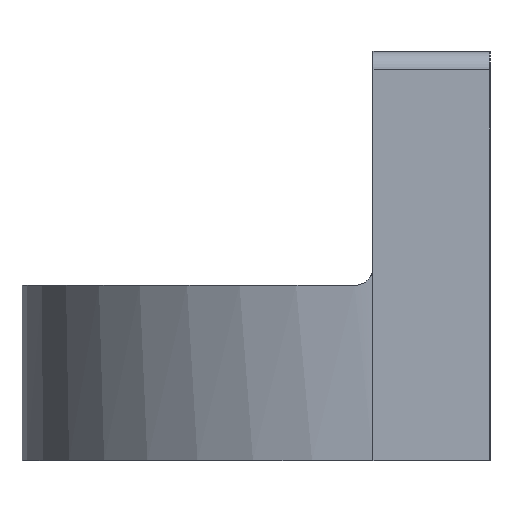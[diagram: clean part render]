
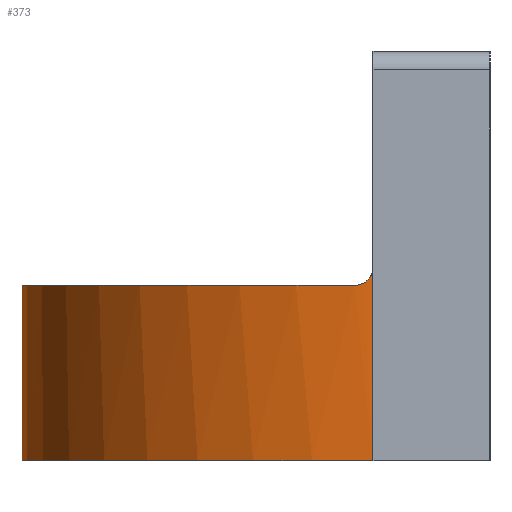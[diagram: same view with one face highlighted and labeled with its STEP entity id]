
A CAD part, left-side view. The second image highlights one B-rep face of the part: STEP entity #373.
In plain terms, the highlighted cylindrical face has radius 19.05 mm (diameter 38.1 mm), a partial arc.
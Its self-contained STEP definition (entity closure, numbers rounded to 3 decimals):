
#15=B_SPLINE_CURVE_WITH_KNOTS('',3,(#619,#620,#621,#622,#623,#624,#625,
#626,#627,#628),.UNSPECIFIED.,.F.,.F.,(4,2,2,2,4),(0.453,0.49,
0.528,0.566,0.603),.UNSPECIFIED.);
#38=CYLINDRICAL_SURFACE('',#431,19.05);
#53=FACE_OUTER_BOUND('',#79,.T.);
#79=EDGE_LOOP('',(#307,#308,#309,#310,#311));
#106=CIRCLE('',#430,19.05);
#107=CIRCLE('',#432,19.05);
#129=LINE('',#651,#160);
#130=LINE('',#652,#161);
#160=VECTOR('',#518,10.);
#161=VECTOR('',#519,10.);
#191=VERTEX_POINT('',#601);
#196=VERTEX_POINT('',#618);
#199=VERTEX_POINT('',#644);
#200=VERTEX_POINT('',#648);
#201=VERTEX_POINT('',#649);
#236=EDGE_CURVE('',#191,#196,#15,.F.);
#241=EDGE_CURVE('',#196,#199,#106,.T.);
#242=EDGE_CURVE('',#200,#201,#107,.T.);
#243=EDGE_CURVE('',#201,#191,#129,.T.);
#244=EDGE_CURVE('',#199,#200,#130,.T.);
#307=ORIENTED_EDGE('',*,*,#242,.T.);
#308=ORIENTED_EDGE('',*,*,#243,.T.);
#309=ORIENTED_EDGE('',*,*,#236,.T.);
#310=ORIENTED_EDGE('',*,*,#241,.T.);
#311=ORIENTED_EDGE('',*,*,#244,.T.);
#373=ADVANCED_FACE('',(#53),#38,.T.);
#430=AXIS2_PLACEMENT_3D('',#646,#512,#513);
#431=AXIS2_PLACEMENT_3D('',#647,#514,#515);
#432=AXIS2_PLACEMENT_3D('',#650,#516,#517);
#512=DIRECTION('center_axis',(0.,0.,-1.));
#513=DIRECTION('ref_axis',(-0.707,0.707,0.));
#514=DIRECTION('center_axis',(0.,0.,1.));
#515=DIRECTION('ref_axis',(-0.707,0.707,0.));
#516=DIRECTION('center_axis',(0.,0.,1.));
#517=DIRECTION('ref_axis',(-0.707,0.707,0.));
#518=DIRECTION('',(0.,0.,1.));
#519=DIRECTION('',(0.,0.,-1.));
#601=CARTESIAN_POINT('',(0.,6.35,-11.7));
#618=CARTESIAN_POINT('',(0.026,7.35,-12.7));
#619=CARTESIAN_POINT('Ctrl Pts',(0.026,7.35,-12.7));
#620=CARTESIAN_POINT('Ctrl Pts',(0.02,7.225,-12.7));
#621=CARTESIAN_POINT('Ctrl Pts',(0.014,7.091,-12.675));
#622=CARTESIAN_POINT('Ctrl Pts',(0.006,6.844,-12.573));
#623=CARTESIAN_POINT('Ctrl Pts',(0.004,6.732,-12.496));
#624=CARTESIAN_POINT('Ctrl Pts',(0.001,6.554,
-12.318));
#625=CARTESIAN_POINT('Ctrl Pts',(0.,6.477,
-12.206));
#626=CARTESIAN_POINT('Ctrl Pts',(0.,6.375,
-11.959));
#627=CARTESIAN_POINT('Ctrl Pts',(0.,6.35,-11.826));
#628=CARTESIAN_POINT('Ctrl Pts',(0.,6.35,-11.7));
#644=CARTESIAN_POINT('',(19.05,25.4,-12.7));
#646=CARTESIAN_POINT('Origin',(19.05,6.35,-12.7));
#647=CARTESIAN_POINT('Origin',(19.05,6.35,-19.825));
#648=CARTESIAN_POINT('',(19.05,25.4,-22.2));
#649=CARTESIAN_POINT('',(0.,6.35,-22.2));
#650=CARTESIAN_POINT('Origin',(19.05,6.35,-22.2));
#651=CARTESIAN_POINT('',(0.,6.35,-22.2));
#652=CARTESIAN_POINT('',(19.05,25.4,-19.825));
